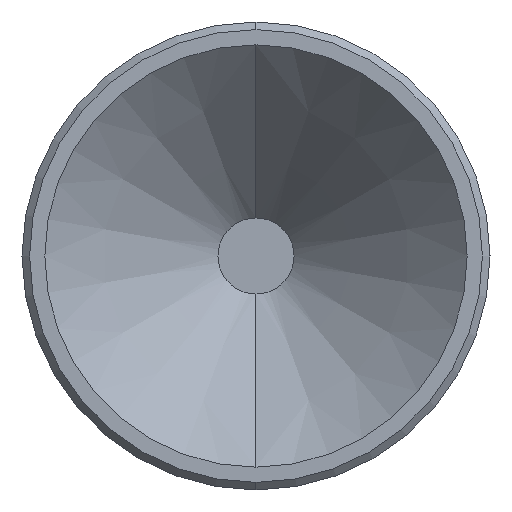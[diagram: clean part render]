
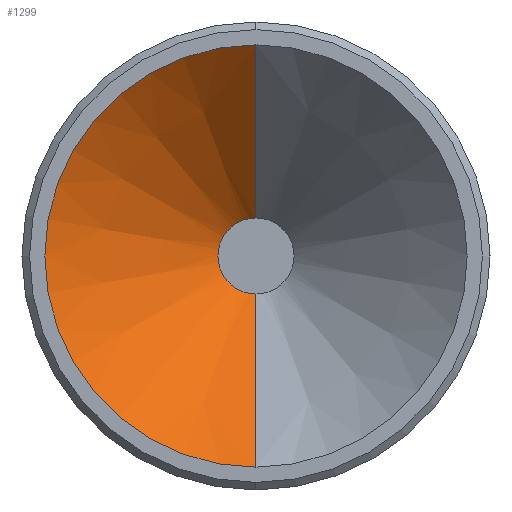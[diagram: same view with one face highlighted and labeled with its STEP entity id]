
A CAD part, left-side view. The second image highlights one B-rep face of the part: STEP entity #1299.
In plain terms, the highlighted conical face has half-angle 45 degrees and reference radius 0.127 mm.
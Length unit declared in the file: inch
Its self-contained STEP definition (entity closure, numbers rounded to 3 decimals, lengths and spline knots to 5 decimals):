
#4 = ORIENTED_EDGE ( 'NONE', *, *, #648, .T. ) ;
#103 = AXIS2_PLACEMENT_3D ( 'NONE', #1337, #273, #753 ) ;
#221 = CARTESIAN_POINT ( 'NONE',  ( -0.46, 0., 0. ) ) ;
#256 = DIRECTION ( 'NONE',  ( -0.707, 0., -0.707 ) ) ;
#262 = EDGE_LOOP ( 'NONE', ( #716, #4, #1469, #296 ) ) ;
#273 = DIRECTION ( 'NONE',  ( 1., 0., 0. ) ) ;
#296 = ORIENTED_EDGE ( 'NONE', *, *, #959, .F. ) ;
#315 = VECTOR ( 'NONE', #256, 39.37008 ) ;
#329 = DIRECTION ( 'NONE',  ( 0., 0., 1. ) ) ;
#341 = CONICAL_SURFACE ( 'NONE', #1241, 0.005, 0.785 ) ;
#349 = DIRECTION ( 'NONE',  ( -0.707, 0., 0.707 ) ) ;
#354 = CARTESIAN_POINT ( 'NONE',  ( -0.43725, 0., 0. ) ) ;
#407 = AXIS2_PLACEMENT_3D ( 'NONE', #221, #931, #329 ) ;
#589 = DIRECTION ( 'NONE',  ( 0., 0., -1. ) ) ;
#648 = EDGE_CURVE ( 'NONE', #1464, #937, #1163, .T. ) ;
#655 = CARTESIAN_POINT ( 'NONE',  ( -0.46, 0., -0.02775 ) ) ;
#709 = CARTESIAN_POINT ( 'NONE',  ( -0.43725, 0., -0.005 ) ) ;
#716 = ORIENTED_EDGE ( 'NONE', *, *, #971, .T. ) ;
#726 = EDGE_CURVE ( 'NONE', #980, #937, #1039, .T. ) ;
#753 = DIRECTION ( 'NONE',  ( 0., 0., 1. ) ) ;
#821 = FACE_OUTER_BOUND ( 'NONE', #262, .T. ) ;
#860 = CARTESIAN_POINT ( 'NONE',  ( -0.43725, 0., -0.005 ) ) ;
#931 = DIRECTION ( 'NONE',  ( 1., 0., 0. ) ) ;
#937 = VERTEX_POINT ( 'NONE', #1324 ) ;
#959 = EDGE_CURVE ( 'NONE', #1056, #980, #977, .T. ) ;
#971 = EDGE_CURVE ( 'NONE', #1056, #1464, #1191, .T. ) ;
#977 = LINE ( 'NONE', #860, #315 ) ;
#980 = VERTEX_POINT ( 'NONE', #655 ) ;
#1030 = CARTESIAN_POINT ( 'NONE',  ( -0.43725, 0., 0.005 ) ) ;
#1039 = CIRCLE ( 'NONE', #407, 0.02775 ) ;
#1056 = VERTEX_POINT ( 'NONE', #709 ) ;
#1061 = CARTESIAN_POINT ( 'NONE',  ( -0.43725, 0., 0.005 ) ) ;
#1104 = VECTOR ( 'NONE', #349, 39.37008 ) ;
#1163 = LINE ( 'NONE', #1061, #1104 ) ;
#1191 = CIRCLE ( 'NONE', #103, 0.005 ) ;
#1241 = AXIS2_PLACEMENT_3D ( 'NONE', #354, #1278, #589 ) ;
#1278 = DIRECTION ( 'NONE',  ( -1., 0., 0. ) ) ;
#1299 = ADVANCED_FACE ( 'NONE', ( #821 ), #341, .F. ) ;
#1324 = CARTESIAN_POINT ( 'NONE',  ( -0.46, 0., 0.02775 ) ) ;
#1337 = CARTESIAN_POINT ( 'NONE',  ( -0.43725, 0., 0. ) ) ;
#1464 = VERTEX_POINT ( 'NONE', #1030 ) ;
#1469 = ORIENTED_EDGE ( 'NONE', *, *, #726, .F. ) ;
